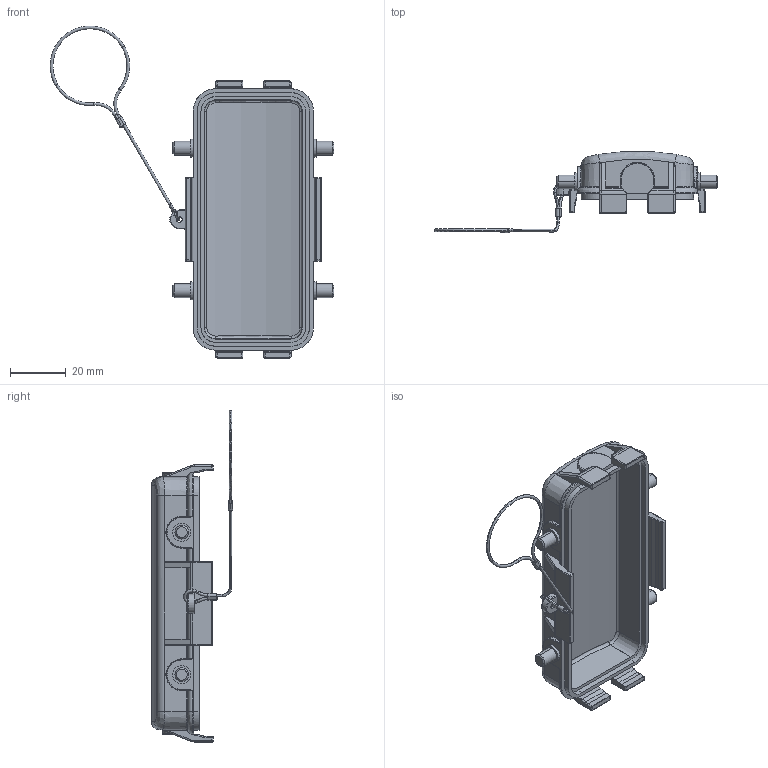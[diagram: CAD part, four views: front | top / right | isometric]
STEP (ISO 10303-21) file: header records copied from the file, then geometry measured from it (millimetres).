
FILE_DESCRIPTION (( 'STEP AP203' ), '1' );
FILE_NAME ('H16B-MMCV-4B_1.STP', '2017-08-08T12:21:32', ( '微软用户' ), ( '微软中国' ), 'SwSTEP 2.0', 'SolidWorks 2012', '' );
FILE_SCHEMA (( 'CONFIG_CONTROL_DESIGN' ));
Length unit declared in the file: millimetre
Products named in the file (1): H16B-MMCV-4B_1
Bounding box: 101.57 x 29.03 x 118.83 mm (x, y, z)
Volume: 21042.3 mm3; surface area: 17807.9 mm2
Topology: 1 solids, 1 shells, 510 faces, 1235 edges, 736 vertices
Faces by surface type: cylinder 203, plane 133, bspline 124, cone 28, torus 22
Entity records: 19200 total; most frequent: CARTESIAN_POINT 8273, ORIENTED_EDGE 2462, DIRECTION 2028, EDGE_CURVE 1231, AXIS2_PLACEMENT_3D 759, VERTEX_POINT 736, EDGE_LOOP 531, ADVANCED_FACE 510
